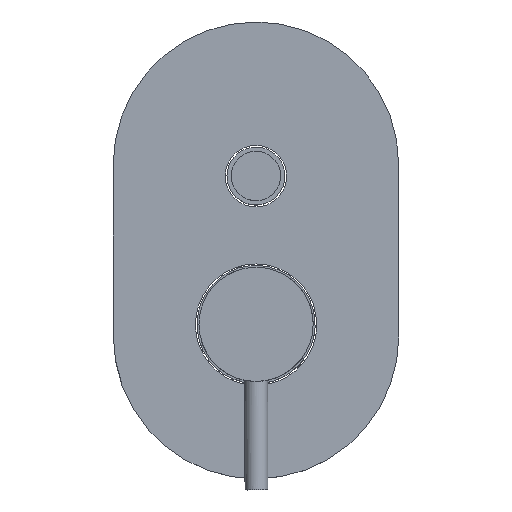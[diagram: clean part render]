
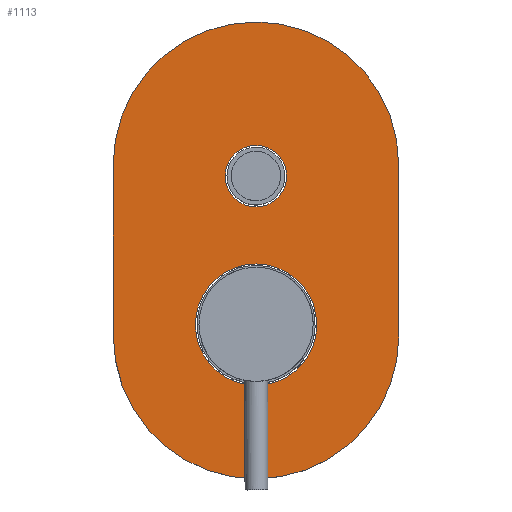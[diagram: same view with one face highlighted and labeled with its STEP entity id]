
A CAD part, top view. The second image highlights one B-rep face of the part: STEP entity #1113.
In plain terms, the highlighted planar face has unit normal (0, 0, 1).
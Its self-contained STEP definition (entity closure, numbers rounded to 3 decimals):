
#8 = CIRCLE ( 'NONE', #670, 50. ) ;
#23 = VERTEX_POINT ( 'NONE', #1253 ) ;
#32 = DIRECTION ( 'NONE',  ( 1., 0.001, 0. ) ) ;
#66 = LINE ( 'NONE', #629, #133 ) ;
#79 = CIRCLE ( 'NONE', #162, 10.75 ) ;
#105 = AXIS2_PLACEMENT_3D ( 'NONE', #413, #665, #1179 ) ;
#119 = VERTEX_POINT ( 'NONE', #512 ) ;
#133 = VECTOR ( 'NONE', #638, 1000. ) ;
#159 = ORIENTED_EDGE ( 'NONE', *, *, #1550, .T. ) ;
#162 = AXIS2_PLACEMENT_3D ( 'NONE', #1586, #1052, #1060 ) ;
#175 = ORIENTED_EDGE ( 'NONE', *, *, #1585, .F. ) ;
#226 = FACE_OUTER_BOUND ( 'NONE', #870, .T. ) ;
#270 = VERTEX_POINT ( 'NONE', #930 ) ;
#371 = VERTEX_POINT ( 'NONE', #1625 ) ;
#413 = CARTESIAN_POINT ( 'NONE',  ( -11.471, 15.068, 161.35 ) ) ;
#432 = CARTESIAN_POINT ( 'NONE',  ( -11.424, -40.932, 161.35 ) ) ;
#462 = EDGE_CURVE ( 'NONE', #23, #1295, #612, .T. ) ;
#507 = CARTESIAN_POINT ( 'NONE',  ( -11.421, -44.932, 161.35 ) ) ;
#512 = CARTESIAN_POINT ( 'NONE',  ( 38.529, 15.11, 161.35 ) ) ;
#517 = DIRECTION ( 'NONE',  ( 0., 0., 1. ) ) ;
#521 = LINE ( 'NONE', #1006, #1561 ) ;
#540 = EDGE_CURVE ( 'NONE', #1295, #23, #1045, .T. ) ;
#573 = ORIENTED_EDGE ( 'NONE', *, *, #462, .F. ) ;
#588 = DIRECTION ( 'NONE',  ( 0., 0., 1. ) ) ;
#606 = CARTESIAN_POINT ( 'NONE',  ( -11.424, -40.932, 161.35 ) ) ;
#612 = CIRCLE ( 'NONE', #1421, 21.25 ) ;
#629 = CARTESIAN_POINT ( 'NONE',  ( 38.529, 15.11, 161.35 ) ) ;
#638 = DIRECTION ( 'NONE',  ( -0.001, 1., 0. ) ) ;
#665 = DIRECTION ( 'NONE',  ( 0., 0., 1. ) ) ;
#670 = AXIS2_PLACEMENT_3D ( 'NONE', #1621, #588, #966 ) ;
#718 = AXIS2_PLACEMENT_3D ( 'NONE', #507, #1281, #899 ) ;
#777 = PLANE ( 'NONE',  #105 ) ;
#830 = CIRCLE ( 'NONE', #1426, 10.75 ) ;
#866 = DIRECTION ( 'NONE',  ( 1., 0.001, 0. ) ) ;
#870 = EDGE_LOOP ( 'NONE', ( #975, #1389, #159, #1657 ) ) ;
#898 = FACE_BOUND ( 'NONE', #1651, .T. ) ;
#899 = DIRECTION ( 'NONE',  ( -1., -0.001, 0. ) ) ;
#916 = VERTEX_POINT ( 'NONE', #1576 ) ;
#930 = CARTESIAN_POINT ( 'NONE',  ( 38.579, -44.89, 161.35 ) ) ;
#942 = ORIENTED_EDGE ( 'NONE', *, *, #540, .F. ) ;
#966 = DIRECTION ( 'NONE',  ( 1., 0.001, 0. ) ) ;
#975 = ORIENTED_EDGE ( 'NONE', *, *, #1279, .T. ) ;
#1000 = DIRECTION ( 'NONE',  ( 0.001, -1., 0. ) ) ;
#1006 = CARTESIAN_POINT ( 'NONE',  ( -61.471, 15.027, 161.35 ) ) ;
#1045 = CIRCLE ( 'NONE', #1567, 21.25 ) ;
#1048 = VERTEX_POINT ( 'NONE', #1166 ) ;
#1050 = CIRCLE ( 'NONE', #718, 50. ) ;
#1052 = DIRECTION ( 'NONE',  ( 0., 0., 1. ) ) ;
#1056 = ORIENTED_EDGE ( 'NONE', *, *, #1620, .F. ) ;
#1060 = DIRECTION ( 'NONE',  ( 1., 0.001, 0. ) ) ;
#1074 = EDGE_CURVE ( 'NONE', #270, #119, #66, .T. ) ;
#1113 = ADVANCED_FACE ( 'NONE', ( #898, #1228, #226 ), #777, .T. ) ;
#1140 = DIRECTION ( 'NONE',  ( 0., 0., 1. ) ) ;
#1163 = CARTESIAN_POINT ( 'NONE',  ( -22.218, 11.059, 161.35 ) ) ;
#1166 = CARTESIAN_POINT ( 'NONE',  ( -61.421, -44.973, 161.35 ) ) ;
#1171 = DIRECTION ( 'NONE',  ( 1., 0.001, 0. ) ) ;
#1179 = DIRECTION ( 'NONE',  ( 1., 0.001, 0. ) ) ;
#1228 = FACE_BOUND ( 'NONE', #1263, .T. ) ;
#1253 = CARTESIAN_POINT ( 'NONE',  ( 9.826, -40.914, 161.35 ) ) ;
#1263 = EDGE_LOOP ( 'NONE', ( #573, #942 ) ) ;
#1279 = EDGE_CURVE ( 'NONE', #119, #371, #8, .T. ) ;
#1281 = DIRECTION ( 'NONE',  ( 0., 0., 1. ) ) ;
#1292 = CARTESIAN_POINT ( 'NONE',  ( -11.468, 11.068, 161.35 ) ) ;
#1295 = VERTEX_POINT ( 'NONE', #1496 ) ;
#1333 = DIRECTION ( 'NONE',  ( 0., 0., 1. ) ) ;
#1389 = ORIENTED_EDGE ( 'NONE', *, *, #1419, .T. ) ;
#1419 = EDGE_CURVE ( 'NONE', #371, #1048, #521, .T. ) ;
#1421 = AXIS2_PLACEMENT_3D ( 'NONE', #606, #1140, #866 ) ;
#1426 = AXIS2_PLACEMENT_3D ( 'NONE', #1292, #517, #1171 ) ;
#1496 = CARTESIAN_POINT ( 'NONE',  ( -32.674, -40.949, 161.35 ) ) ;
#1535 = VERTEX_POINT ( 'NONE', #1163 ) ;
#1550 = EDGE_CURVE ( 'NONE', #1048, #270, #1050, .T. ) ;
#1561 = VECTOR ( 'NONE', #1000, 1000. ) ;
#1567 = AXIS2_PLACEMENT_3D ( 'NONE', #432, #1333, #32 ) ;
#1576 = CARTESIAN_POINT ( 'NONE',  ( -0.718, 11.077, 161.35 ) ) ;
#1585 = EDGE_CURVE ( 'NONE', #1535, #916, #830, .T. ) ;
#1586 = CARTESIAN_POINT ( 'NONE',  ( -11.468, 11.068, 161.35 ) ) ;
#1620 = EDGE_CURVE ( 'NONE', #916, #1535, #79, .T. ) ;
#1621 = CARTESIAN_POINT ( 'NONE',  ( -11.471, 15.068, 161.35 ) ) ;
#1625 = CARTESIAN_POINT ( 'NONE',  ( -61.471, 15.027, 161.35 ) ) ;
#1651 = EDGE_LOOP ( 'NONE', ( #1056, #175 ) ) ;
#1657 = ORIENTED_EDGE ( 'NONE', *, *, #1074, .T. ) ;
